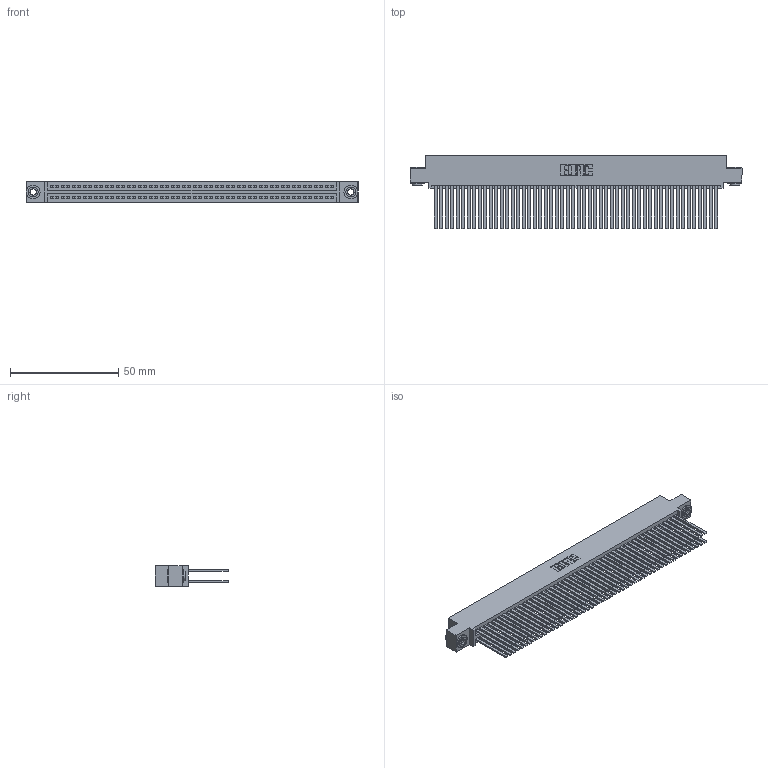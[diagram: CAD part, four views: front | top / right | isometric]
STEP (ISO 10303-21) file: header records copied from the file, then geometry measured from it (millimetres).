
FILE_DESCRIPTION (( 'STEP AP203' ), '1' );
FILE_NAME ('345-104-544-503.STEP', '2018-10-06T00:34:18', ( '' ), ( '' ), 'SwSTEP 2.0', 'SolidWorks 2016', '' );
FILE_SCHEMA (( 'CONFIG_CONTROL_DESIGN' ));
Length unit declared in the file: inch
Products named in the file (4): 345 Part_0.110 Offset - 0.156 Dia-TH; 345-104-544-503; 345-292-001_345-293-144; 345-250-002_345-250-002-102
Assembly tree (107 placements, depth 2):
  345-104-544-503
    345 Part_0.110 Offset - 0.156 Dia-TH
    345-292-001_345-293-144  x104
    345-250-002_345-250-002-102  x2
Bounding box: 153.29 x 33.96 x 9.4 mm (x, y, z)
Volume: 16387.4 mm3; surface area: 28987.7 mm2
Topology: 107 solids, 107 shells, 4744 faces, 14053 edges, 9226 vertices
Faces by surface type: plane 3110, cylinder 1626, cone 8
Entity records: 40052 total; most frequent: CARTESIAN_POINT 6679, ORIENTED_EDGE 6606, DIRECTION 5905, EDGE_CURVE 3303, VECTOR 2943, LINE 2943, VERTEX_POINT 2198, AXIS2_PLACEMENT_3D 1481
